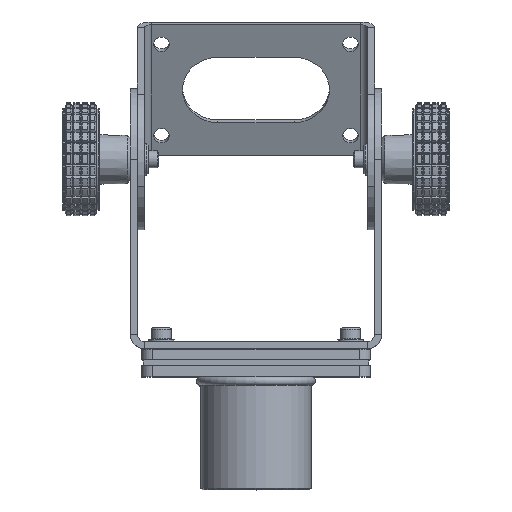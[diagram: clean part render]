
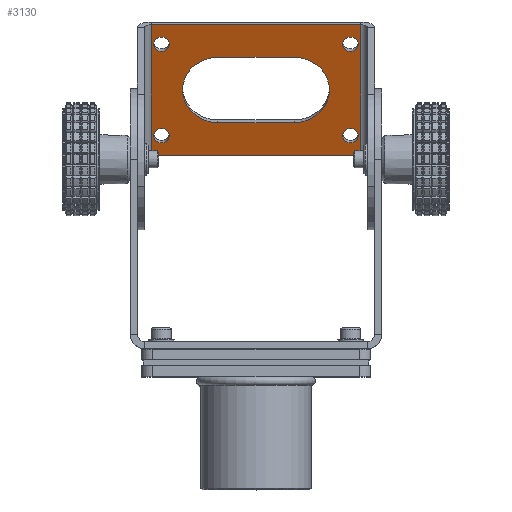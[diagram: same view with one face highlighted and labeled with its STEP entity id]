
A CAD part, top view. The second image highlights one B-rep face of the part: STEP entity #3130.
In plain terms, the highlighted face is planar.
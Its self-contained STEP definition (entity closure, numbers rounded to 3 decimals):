
#538 = EDGE_CURVE ( 'NONE', #1577, #2624, #11980, .T. ) ;
#729 = LINE ( 'NONE', #893, #5171 ) ;
#893 = CARTESIAN_POINT ( 'NONE',  ( 37., 2.5, 25. ) ) ;
#1102 = ORIENTED_EDGE ( 'NONE', *, *, #4579, .F. ) ;
#1332 = CARTESIAN_POINT ( 'NONE',  ( 13.5, 2.5, -12.5 ) ) ;
#1393 = CIRCLE ( 'NONE', #9737, 2.75 ) ;
#1504 = VERTEX_POINT ( 'NONE', #19922 ) ;
#1577 = VERTEX_POINT ( 'NONE', #30015 ) ;
#1607 = CARTESIAN_POINT ( 'NONE',  ( -37., 2.5, -25. ) ) ;
#2049 = CARTESIAN_POINT ( 'NONE',  ( 33.5, 2.5, -20.25 ) ) ;
#2064 = CARTESIAN_POINT ( 'NONE',  ( -39.5, 2.5, 25. ) ) ;
#2071 = FACE_BOUND ( 'NONE', #8501, .T. ) ;
#2528 = DIRECTION ( 'NONE',  ( 0., 0., 1. ) ) ;
#2624 = VERTEX_POINT ( 'NONE', #1607 ) ;
#2916 = EDGE_CURVE ( 'NONE', #7444, #7444, #1393, .T. ) ;
#3130 = ADVANCED_FACE ( 'NONE', ( #2071, #21735, #29574, #17039, #19645, #12332 ), #17206, .F. ) ;
#3863 = VERTEX_POINT ( 'NONE', #17355 ) ;
#3893 = EDGE_CURVE ( 'NONE', #1577, #1504, #729, .T. ) ;
#4512 = CARTESIAN_POINT ( 'NONE',  ( -39.5, 2.5, -25. ) ) ;
#4579 = EDGE_CURVE ( 'NONE', #29068, #29068, #17454, .T. ) ;
#4919 = CARTESIAN_POINT ( 'NONE',  ( 33.5, 2.5, 14.75 ) ) ;
#5156 = EDGE_LOOP ( 'NONE', ( #8796, #19245, #20674, #29529 ) ) ;
#5171 = VECTOR ( 'NONE', #27728, 1000. ) ;
#5659 = CARTESIAN_POINT ( 'NONE',  ( 33.5, 2.5, -17.5 ) ) ;
#5765 = CARTESIAN_POINT ( 'NONE',  ( -33.5, 2.5, 20.25 ) ) ;
#6370 = DIRECTION ( 'NONE',  ( 0., 1., 0. ) ) ;
#7044 = VERTEX_POINT ( 'NONE', #4919 ) ;
#7319 = VECTOR ( 'NONE', #26958, 1000. ) ;
#7444 = VERTEX_POINT ( 'NONE', #26731 ) ;
#7713 = EDGE_CURVE ( 'NONE', #23364, #24442, #20218, .T. ) ;
#8156 = DIRECTION ( 'NONE',  ( 1., 0., 0. ) ) ;
#8487 = ORIENTED_EDGE ( 'NONE', *, *, #538, .T. ) ;
#8501 = EDGE_LOOP ( 'NONE', ( #1102 ) ) ;
#8599 = VERTEX_POINT ( 'NONE', #20686 ) ;
#8787 = CARTESIAN_POINT ( 'NONE',  ( -13.5, 2.5, 0. ) ) ;
#8796 = ORIENTED_EDGE ( 'NONE', *, *, #12732, .F. ) ;
#9634 = CARTESIAN_POINT ( 'NONE',  ( 33.5, 2.5, 17.5 ) ) ;
#9737 = AXIS2_PLACEMENT_3D ( 'NONE', #25479, #18033, #20622 ) ;
#9803 = DIRECTION ( 'NONE',  ( 0., 0., -1. ) ) ;
#10218 = DIRECTION ( 'NONE',  ( 0., 1., 0. ) ) ;
#10462 = EDGE_CURVE ( 'NONE', #11037, #23364, #22257, .T. ) ;
#10676 = AXIS2_PLACEMENT_3D ( 'NONE', #5659, #25740, #21035 ) ;
#11037 = VERTEX_POINT ( 'NONE', #1332 ) ;
#11251 = VECTOR ( 'NONE', #26252, 1000. ) ;
#11980 = LINE ( 'NONE', #4512, #25109 ) ;
#12166 = DIRECTION ( 'NONE',  ( 0., 0., -1. ) ) ;
#12332 = FACE_OUTER_BOUND ( 'NONE', #29694, .T. ) ;
#12732 = EDGE_CURVE ( 'NONE', #24442, #8599, #23211, .T. ) ;
#13844 = CIRCLE ( 'NONE', #32029, 2.75 ) ;
#13974 = AXIS2_PLACEMENT_3D ( 'NONE', #8787, #6370, #26124 ) ;
#14443 = EDGE_CURVE ( 'NONE', #8599, #11037, #26378, .T. ) ;
#14823 = EDGE_LOOP ( 'NONE', ( #18884 ) ) ;
#14911 = AXIS2_PLACEMENT_3D ( 'NONE', #24635, #19809, #12166 ) ;
#15407 = ORIENTED_EDGE ( 'NONE', *, *, #31109, .F. ) ;
#15436 = CARTESIAN_POINT ( 'NONE',  ( 13.5, 2.5, 0. ) ) ;
#16469 = ORIENTED_EDGE ( 'NONE', *, *, #3893, .F. ) ;
#17039 = FACE_BOUND ( 'NONE', #31689, .T. ) ;
#17151 = ORIENTED_EDGE ( 'NONE', *, *, #18653, .F. ) ;
#17206 = PLANE ( 'NONE',  #14911 ) ;
#17254 = EDGE_LOOP ( 'NONE', ( #17151 ) ) ;
#17317 = DIRECTION ( 'NONE',  ( -1., 0., 0. ) ) ;
#17355 = CARTESIAN_POINT ( 'NONE',  ( -37., 2.5, 25. ) ) ;
#17454 = CIRCLE ( 'NONE', #10676, 2.75 ) ;
#17762 = VECTOR ( 'NONE', #24835, 1000. ) ;
#17897 = CARTESIAN_POINT ( 'NONE',  ( -13.5, 2.5, 12.5 ) ) ;
#18033 = DIRECTION ( 'NONE',  ( 0., 1., 0. ) ) ;
#18097 = VERTEX_POINT ( 'NONE', #5765 ) ;
#18187 = EDGE_CURVE ( 'NONE', #1504, #3863, #28737, .T. ) ;
#18653 = EDGE_CURVE ( 'NONE', #18097, #18097, #25286, .T. ) ;
#18884 = ORIENTED_EDGE ( 'NONE', *, *, #29009, .F. ) ;
#19245 = ORIENTED_EDGE ( 'NONE', *, *, #7713, .F. ) ;
#19496 = LINE ( 'NONE', #29438, #7319 ) ;
#19645 = FACE_BOUND ( 'NONE', #5156, .T. ) ;
#19809 = DIRECTION ( 'NONE',  ( 0., -1., 0. ) ) ;
#19922 = CARTESIAN_POINT ( 'NONE',  ( 37., 2.5, 25. ) ) ;
#20218 = CIRCLE ( 'NONE', #13974, 12.5 ) ;
#20622 = DIRECTION ( 'NONE',  ( 0., 0., 1. ) ) ;
#20674 = ORIENTED_EDGE ( 'NONE', *, *, #10462, .F. ) ;
#20686 = CARTESIAN_POINT ( 'NONE',  ( 13.5, 2.5, 12.5 ) ) ;
#21035 = DIRECTION ( 'NONE',  ( 0., 0., -1. ) ) ;
#21515 = CARTESIAN_POINT ( 'NONE',  ( -13.5, 2.5, 12.5 ) ) ;
#21735 = FACE_BOUND ( 'NONE', #14823, .T. ) ;
#22257 = LINE ( 'NONE', #27273, #17762 ) ;
#23211 = LINE ( 'NONE', #17897, #23267 ) ;
#23267 = VECTOR ( 'NONE', #8156, 1000. ) ;
#23364 = VERTEX_POINT ( 'NONE', #23625 ) ;
#23625 = CARTESIAN_POINT ( 'NONE',  ( -13.5, 2.5, -12.5 ) ) ;
#24170 = ORIENTED_EDGE ( 'NONE', *, *, #2916, .F. ) ;
#24442 = VERTEX_POINT ( 'NONE', #21515 ) ;
#24634 = ORIENTED_EDGE ( 'NONE', *, *, #18187, .F. ) ;
#24635 = CARTESIAN_POINT ( 'NONE',  ( -39.5, 2.5, 25. ) ) ;
#24827 = AXIS2_PLACEMENT_3D ( 'NONE', #15436, #10218, #30082 ) ;
#24835 = DIRECTION ( 'NONE',  ( -1., 0., 0. ) ) ;
#25109 = VECTOR ( 'NONE', #17317, 1000. ) ;
#25286 = CIRCLE ( 'NONE', #31567, 2.75 ) ;
#25479 = CARTESIAN_POINT ( 'NONE',  ( -33.5, 2.5, -17.5 ) ) ;
#25740 = DIRECTION ( 'NONE',  ( 0., 1., 0. ) ) ;
#26124 = DIRECTION ( 'NONE',  ( 0., 0., -1. ) ) ;
#26252 = DIRECTION ( 'NONE',  ( -1., 0., 0. ) ) ;
#26378 = CIRCLE ( 'NONE', #24827, 12.5 ) ;
#26731 = CARTESIAN_POINT ( 'NONE',  ( -33.5, 2.5, -14.75 ) ) ;
#26958 = DIRECTION ( 'NONE',  ( 0., 0., -1. ) ) ;
#27273 = CARTESIAN_POINT ( 'NONE',  ( -13.5, 2.5, -12.5 ) ) ;
#27728 = DIRECTION ( 'NONE',  ( 0., 0., 1. ) ) ;
#28737 = LINE ( 'NONE', #2064, #11251 ) ;
#29009 = EDGE_CURVE ( 'NONE', #7044, #7044, #13844, .T. ) ;
#29068 = VERTEX_POINT ( 'NONE', #2049 ) ;
#29438 = CARTESIAN_POINT ( 'NONE',  ( -37., 2.5, -25. ) ) ;
#29529 = ORIENTED_EDGE ( 'NONE', *, *, #14443, .F. ) ;
#29574 = FACE_BOUND ( 'NONE', #17254, .T. ) ;
#29678 = DIRECTION ( 'NONE',  ( 0., 1., 0. ) ) ;
#29694 = EDGE_LOOP ( 'NONE', ( #15407, #24634, #16469, #8487 ) ) ;
#29992 = CARTESIAN_POINT ( 'NONE',  ( -33.5, 2.5, 17.5 ) ) ;
#30015 = CARTESIAN_POINT ( 'NONE',  ( 37., 2.5, -25. ) ) ;
#30082 = DIRECTION ( 'NONE',  ( 0., 0., 1. ) ) ;
#31109 = EDGE_CURVE ( 'NONE', #3863, #2624, #19496, .T. ) ;
#31567 = AXIS2_PLACEMENT_3D ( 'NONE', #29992, #29678, #2528 ) ;
#31689 = EDGE_LOOP ( 'NONE', ( #24170 ) ) ;
#32029 = AXIS2_PLACEMENT_3D ( 'NONE', #9634, #32090, #9803 ) ;
#32090 = DIRECTION ( 'NONE',  ( 0., 1., 0. ) ) ;
